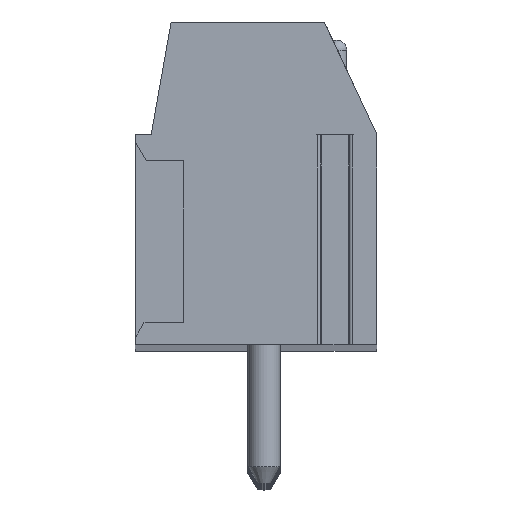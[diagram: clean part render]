
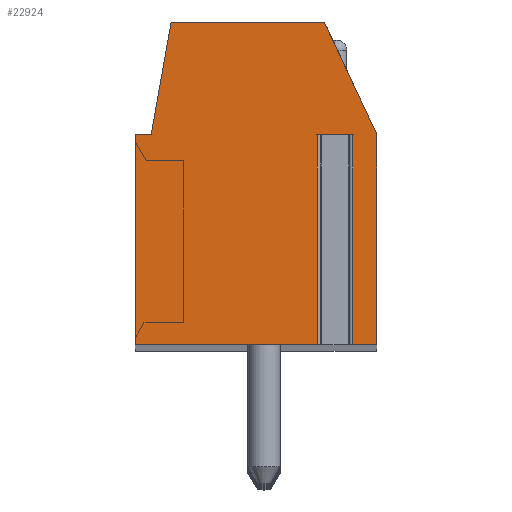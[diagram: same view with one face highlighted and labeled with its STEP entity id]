
A CAD part, top view. The second image highlights one B-rep face of the part: STEP entity #22924.
In plain terms, the highlighted planar face has unit normal (0, 0, 1).
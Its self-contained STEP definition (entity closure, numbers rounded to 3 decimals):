
#13=DIRECTION('',(-1.,0.,0.));
#14=VECTOR('',#13,1.097);
#15=CARTESIAN_POINT('',(2.998,1.5,119.38));
#16=LINE('',#15,#14);
#17=DIRECTION('',(0.,-1.,0.));
#18=VECTOR('',#17,6.5);
#19=CARTESIAN_POINT('',(1.902,1.5,119.38));
#20=LINE('',#19,#18);
#21=DIRECTION('',(1.,0.,0.));
#22=VECTOR('',#21,5.652);
#23=CARTESIAN_POINT('',(-3.75,-5.,119.38));
#24=LINE('',#23,#22);
#25=DIRECTION('',(0.,-1.,0.));
#26=VECTOR('',#25,6.5);
#27=CARTESIAN_POINT('',(-3.75,1.5,119.38));
#28=LINE('',#27,#26);
#29=DIRECTION('',(-1.,0.,0.));
#30=VECTOR('',#29,0.5);
#31=CARTESIAN_POINT('',(-3.25,1.5,119.38));
#32=LINE('',#31,#30);
#33=DIRECTION('',(-0.174,-0.985,0.));
#34=VECTOR('',#33,3.554);
#35=CARTESIAN_POINT('',(-2.633,5.,119.38));
#36=LINE('',#35,#34);
#37=DIRECTION('',(-1.,0.,0.));
#38=VECTOR('',#37,4.751);
#39=CARTESIAN_POINT('',(2.118,5.,119.38));
#40=LINE('',#39,#38);
#41=DIRECTION('',(-0.423,0.906,0.));
#42=VECTOR('',#41,3.862);
#43=CARTESIAN_POINT('',(3.75,1.5,119.38));
#44=LINE('',#43,#42);
#45=DIRECTION('',(0.,1.,0.));
#46=VECTOR('',#45,6.5);
#47=CARTESIAN_POINT('',(3.75,-5.,119.38));
#48=LINE('',#47,#46);
#49=DIRECTION('',(1.,0.,0.));
#50=VECTOR('',#49,0.752);
#51=CARTESIAN_POINT('',(2.998,-5.,119.38));
#52=LINE('',#51,#50);
#53=DIRECTION('',(0.,-1.,0.));
#54=VECTOR('',#53,6.5);
#55=CARTESIAN_POINT('',(2.998,1.5,119.38));
#56=LINE('',#55,#54);
#18179=CARTESIAN_POINT('',(-2.633,5.,119.38));
#18180=CARTESIAN_POINT('',(-3.25,1.5,119.38));
#18181=VERTEX_POINT('',#18179);
#18182=VERTEX_POINT('',#18180);
#18183=CARTESIAN_POINT('',(-3.75,1.5,119.38));
#18184=VERTEX_POINT('',#18183);
#18185=CARTESIAN_POINT('',(-3.75,-5.,119.38));
#18186=VERTEX_POINT('',#18185);
#18187=CARTESIAN_POINT('',(3.75,-5.,119.38));
#18188=CARTESIAN_POINT('',(3.75,1.5,119.38));
#18189=VERTEX_POINT('',#18187);
#18190=VERTEX_POINT('',#18188);
#18191=CARTESIAN_POINT('',(2.118,5.,119.38));
#18192=VERTEX_POINT('',#18191);
#18251=CARTESIAN_POINT('',(2.998,1.5,119.38));
#18252=CARTESIAN_POINT('',(1.902,1.5,119.38));
#18253=VERTEX_POINT('',#18251);
#18254=VERTEX_POINT('',#18252);
#18255=CARTESIAN_POINT('',(1.902,-5.,119.38));
#18256=VERTEX_POINT('',#18255);
#18257=CARTESIAN_POINT('',(2.998,-5.,119.38));
#18258=VERTEX_POINT('',#18257);
#22895=CARTESIAN_POINT('',(0.,0.,119.38));
#22896=DIRECTION('',(0.,0.,1.));
#22897=DIRECTION('',(1.,0.,0.));
#22898=AXIS2_PLACEMENT_3D('',#22895,#22896,#22897);
#22899=PLANE('',#22898);
#22901=ORIENTED_EDGE('',*,*,#22900,.T.);
#22903=ORIENTED_EDGE('',*,*,#22902,.T.);
#22905=ORIENTED_EDGE('',*,*,#22904,.F.);
#22907=ORIENTED_EDGE('',*,*,#22906,.F.);
#22909=ORIENTED_EDGE('',*,*,#22908,.F.);
#22911=ORIENTED_EDGE('',*,*,#22910,.F.);
#22913=ORIENTED_EDGE('',*,*,#22912,.F.);
#22915=ORIENTED_EDGE('',*,*,#22914,.F.);
#22917=ORIENTED_EDGE('',*,*,#22916,.F.);
#22919=ORIENTED_EDGE('',*,*,#22918,.F.);
#22921=ORIENTED_EDGE('',*,*,#22920,.F.);
#22922=EDGE_LOOP('',(#22901,#22903,#22905,#22907,#22909,#22911,#22913,#22915,
#22917,#22919,#22921));
#22923=FACE_OUTER_BOUND('',#22922,.F.);
#22900=EDGE_CURVE('',#18253,#18254,#16,.T.);
#22902=EDGE_CURVE('',#18254,#18256,#20,.T.);
#22904=EDGE_CURVE('',#18186,#18256,#24,.T.);
#22906=EDGE_CURVE('',#18184,#18186,#28,.T.);
#22908=EDGE_CURVE('',#18182,#18184,#32,.T.);
#22910=EDGE_CURVE('',#18181,#18182,#36,.T.);
#22912=EDGE_CURVE('',#18192,#18181,#40,.T.);
#22914=EDGE_CURVE('',#18190,#18192,#44,.T.);
#22916=EDGE_CURVE('',#18189,#18190,#48,.T.);
#22918=EDGE_CURVE('',#18258,#18189,#52,.T.);
#22920=EDGE_CURVE('',#18253,#18258,#56,.T.);
#22924=ADVANCED_FACE('',(#22923),#22899,.T.);
